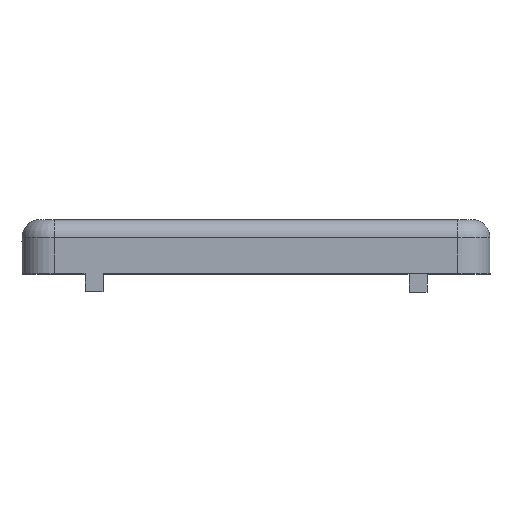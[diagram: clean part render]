
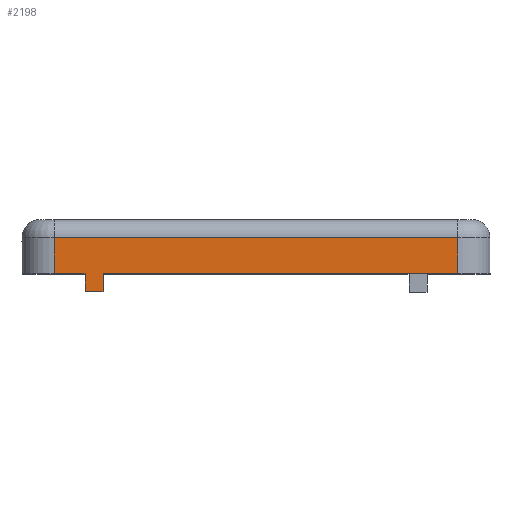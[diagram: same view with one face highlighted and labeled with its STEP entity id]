
A CAD part, top view. The second image highlights one B-rep face of the part: STEP entity #2198.
In plain terms, the highlighted planar face has unit normal (0, 0, 1).
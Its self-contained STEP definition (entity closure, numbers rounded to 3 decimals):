
#38 = LINE ( 'NONE', #1006, #1381 ) ;
#107 = ORIENTED_EDGE ( 'NONE', *, *, #1212, .T. ) ;
#141 = DIRECTION ( 'NONE',  ( 1., 0., 0. ) ) ;
#186 = VERTEX_POINT ( 'NONE', #2296 ) ;
#230 = VERTEX_POINT ( 'NONE', #2128 ) ;
#238 = EDGE_CURVE ( 'NONE', #1473, #230, #1871, .T. ) ;
#240 = CARTESIAN_POINT ( 'NONE',  ( -11.2, 0., 14.5 ) ) ;
#336 = EDGE_CURVE ( 'NONE', #1100, #970, #1931, .T. ) ;
#348 = LINE ( 'NONE', #240, #1691 ) ;
#406 = EDGE_CURVE ( 'NONE', #2500, #2157, #476, .T. ) ;
#423 = DIRECTION ( 'NONE',  ( 0., 1., 0. ) ) ;
#476 = LINE ( 'NONE', #1724, #2494 ) ;
#580 = LINE ( 'NONE', #771, #844 ) ;
#615 = DIRECTION ( 'NONE',  ( 1., 0., 0. ) ) ;
#698 = VERTEX_POINT ( 'NONE', #1237 ) ;
#771 = CARTESIAN_POINT ( 'NONE',  ( -11.2, -3., 14.5 ) ) ;
#821 = VECTOR ( 'NONE', #2144, 1000. ) ;
#844 = VECTOR ( 'NONE', #953, 1000. ) ;
#865 = ORIENTED_EDGE ( 'NONE', *, *, #238, .T. ) ;
#953 = DIRECTION ( 'NONE',  ( 1., 0., 0. ) ) ;
#970 = VERTEX_POINT ( 'NONE', #1104 ) ;
#1006 = CARTESIAN_POINT ( 'NONE',  ( -11.2, -1., 14.5 ) ) ;
#1023 = EDGE_CURVE ( 'NONE', #698, #186, #348, .T. ) ;
#1051 = CARTESIAN_POINT ( 'NONE',  ( -8.5, -4., 14.5 ) ) ;
#1071 = EDGE_CURVE ( 'NONE', #1473, #2500, #2033, .T. ) ;
#1100 = VERTEX_POINT ( 'NONE', #2382 ) ;
#1104 = CARTESIAN_POINT ( 'NONE',  ( 11.2, -3., 14.5 ) ) ;
#1194 = EDGE_CURVE ( 'NONE', #186, #2157, #580, .T. ) ;
#1212 = EDGE_CURVE ( 'NONE', #230, #970, #2256, .T. ) ;
#1231 = CARTESIAN_POINT ( 'NONE',  ( -9.5, -4., 14.5 ) ) ;
#1237 = CARTESIAN_POINT ( 'NONE',  ( -11.2, -1., 14.5 ) ) ;
#1255 = EDGE_LOOP ( 'NONE', ( #2439, #1549, #1784, #865, #107, #1882, #1316, #2259 ) ) ;
#1286 = PLANE ( 'NONE',  #1322 ) ;
#1316 = ORIENTED_EDGE ( 'NONE', *, *, #2581, .F. ) ;
#1322 = AXIS2_PLACEMENT_3D ( 'NONE', #2573, #1906, #2117 ) ;
#1333 = DIRECTION ( 'NONE',  ( 0., 1., 0. ) ) ;
#1347 = FACE_OUTER_BOUND ( 'NONE', #1255, .T. ) ;
#1381 = VECTOR ( 'NONE', #615, 1000. ) ;
#1473 = VERTEX_POINT ( 'NONE', #2374 ) ;
#1534 = DIRECTION ( 'NONE',  ( -1., 0., 0. ) ) ;
#1549 = ORIENTED_EDGE ( 'NONE', *, *, #406, .F. ) ;
#1589 = CARTESIAN_POINT ( 'NONE',  ( -11.2, -3., 14.5 ) ) ;
#1691 = VECTOR ( 'NONE', #1704, 1000. ) ;
#1704 = DIRECTION ( 'NONE',  ( 0., -1., 0. ) ) ;
#1724 = CARTESIAN_POINT ( 'NONE',  ( -9.5, -4., 14.5 ) ) ;
#1784 = ORIENTED_EDGE ( 'NONE', *, *, #1071, .F. ) ;
#1871 = LINE ( 'NONE', #1051, #2035 ) ;
#1882 = ORIENTED_EDGE ( 'NONE', *, *, #336, .F. ) ;
#1906 = DIRECTION ( 'NONE',  ( 0., 0., 1. ) ) ;
#1922 = CARTESIAN_POINT ( 'NONE',  ( -9.5, -3., 14.5 ) ) ;
#1931 = LINE ( 'NONE', #2584, #821 ) ;
#2033 = LINE ( 'NONE', #2187, #2517 ) ;
#2035 = VECTOR ( 'NONE', #423, 1000. ) ;
#2117 = DIRECTION ( 'NONE',  ( 0., -1., 0. ) ) ;
#2128 = CARTESIAN_POINT ( 'NONE',  ( -8.5, -3., 14.5 ) ) ;
#2144 = DIRECTION ( 'NONE',  ( 0., -1., 0. ) ) ;
#2157 = VERTEX_POINT ( 'NONE', #1922 ) ;
#2187 = CARTESIAN_POINT ( 'NONE',  ( -9.5, -4., 14.5 ) ) ;
#2191 = VECTOR ( 'NONE', #141, 1000. ) ;
#2198 = ADVANCED_FACE ( 'NONE', ( #1347 ), #1286, .T. ) ;
#2256 = LINE ( 'NONE', #1589, #2191 ) ;
#2259 = ORIENTED_EDGE ( 'NONE', *, *, #1023, .T. ) ;
#2296 = CARTESIAN_POINT ( 'NONE',  ( -11.2, -3., 14.5 ) ) ;
#2374 = CARTESIAN_POINT ( 'NONE',  ( -8.5, -4., 14.5 ) ) ;
#2382 = CARTESIAN_POINT ( 'NONE',  ( 11.2, -1., 14.5 ) ) ;
#2439 = ORIENTED_EDGE ( 'NONE', *, *, #1194, .T. ) ;
#2494 = VECTOR ( 'NONE', #1333, 1000. ) ;
#2500 = VERTEX_POINT ( 'NONE', #1231 ) ;
#2517 = VECTOR ( 'NONE', #1534, 1000. ) ;
#2573 = CARTESIAN_POINT ( 'NONE',  ( -11.2, 0., 14.5 ) ) ;
#2581 = EDGE_CURVE ( 'NONE', #698, #1100, #38, .T. ) ;
#2584 = CARTESIAN_POINT ( 'NONE',  ( 11.2, 0., 14.5 ) ) ;
